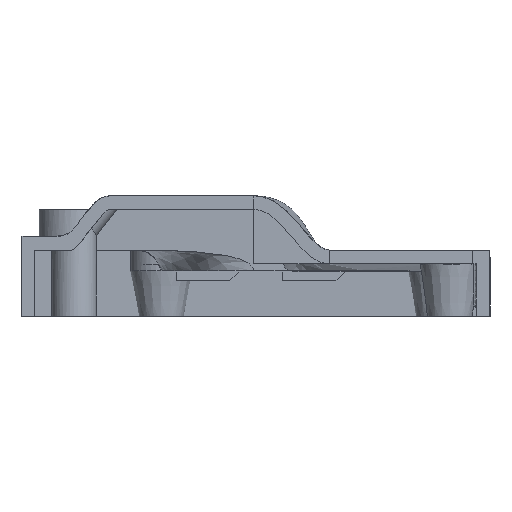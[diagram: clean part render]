
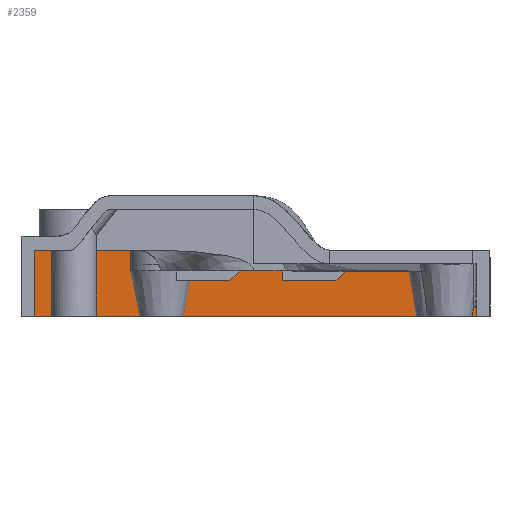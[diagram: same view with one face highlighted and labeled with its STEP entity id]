
A CAD part, left-side view. The second image highlights one B-rep face of the part: STEP entity #2359.
In plain terms, the highlighted planar face has unit normal (-1, 0, 0).
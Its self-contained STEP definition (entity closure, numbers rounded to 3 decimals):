
#179=B_SPLINE_CURVE_WITH_KNOTS('',3,(#16044,#16045,#16046,#16047,#16048,
#16049,#16050,#16051,#16052,#16053,#16054,#16055),.UNSPECIFIED.,.F.,.F.,
(4,2,2,2,2,4),(2.74,3.299,3.685,4.037,
4.477,5.032),.UNSPECIFIED.);
#292=FACE_OUTER_BOUND('',#424,.T.);
#424=EDGE_LOOP('',(#2086,#2087,#2088,#2089,#2090,#2091));
#448=LINE('',#3051,#682);
#567=LINE('',#13995,#801);
#667=LINE('',#16074,#901);
#668=LINE('',#16077,#902);
#669=LINE('',#16078,#903);
#682=VECTOR('',#2538,1000.);
#801=VECTOR('',#2797,10.);
#901=VECTOR('',#3007,1000.);
#902=VECTOR('',#3010,1000.);
#903=VECTOR('',#3011,1000.);
#913=VERTEX_POINT('',#3048);
#914=VERTEX_POINT('',#3050);
#1083=VERTEX_POINT('',#13993);
#1130=VERTEX_POINT('',#16039);
#1133=VERTEX_POINT('',#16072);
#1134=VERTEX_POINT('',#16076);
#1146=EDGE_CURVE('',#914,#913,#448,.T.);
#1364=EDGE_CURVE('',#913,#1083,#567,.F.);
#1462=EDGE_CURVE('',#1130,#914,#179,.T.);
#1471=EDGE_CURVE('',#1083,#1133,#667,.T.);
#1472=EDGE_CURVE('',#1130,#1134,#668,.T.);
#1473=EDGE_CURVE('',#1133,#1134,#669,.T.);
#2086=ORIENTED_EDGE('',*,*,#1472,.F.);
#2087=ORIENTED_EDGE('',*,*,#1462,.T.);
#2088=ORIENTED_EDGE('',*,*,#1146,.T.);
#2089=ORIENTED_EDGE('',*,*,#1364,.T.);
#2090=ORIENTED_EDGE('',*,*,#1471,.T.);
#2091=ORIENTED_EDGE('',*,*,#1473,.T.);
#2244=PLANE('',#2509);
#2359=ADVANCED_FACE('',(#292),#2244,.F.);
#2509=AXIS2_PLACEMENT_3D('',#16075,#3008,#3009);
#2538=DIRECTION('',(0.,1.,0.));
#2797=DIRECTION('',(0.,0.,1.));
#3007=DIRECTION('',(0.,-1.,0.));
#3008=DIRECTION('center_axis',(1.,0.,0.));
#3009=DIRECTION('ref_axis',(0.,0.,-1.));
#3010=DIRECTION('',(0.,-1.,0.));
#3011=DIRECTION('',(0.,0.,1.));
#3048=CARTESIAN_POINT('',(133.5,90.362,10.315));
#3050=CARTESIAN_POINT('',(133.5,75.202,10.315));
#3051=CARTESIAN_POINT('',(133.5,82.032,10.315));
#13993=CARTESIAN_POINT('',(133.5,90.362,1.6));
#13995=CARTESIAN_POINT('',(133.5,90.362,7.047));
#16039=CARTESIAN_POINT('',(133.5,72.,7.55));
#16044=CARTESIAN_POINT('Ctrl Pts',(133.5,72.,7.55));
#16045=CARTESIAN_POINT('Ctrl Pts',(133.5,71.997,7.896));
#16046=CARTESIAN_POINT('Ctrl Pts',(133.5,72.03,8.311));
#16047=CARTESIAN_POINT('Ctrl Pts',(133.5,72.252,8.977));
#16048=CARTESIAN_POINT('Ctrl Pts',(133.5,72.386,9.226));
#16049=CARTESIAN_POINT('Ctrl Pts',(133.5,72.746,9.64));
#16050=CARTESIAN_POINT('Ctrl Pts',(133.5,72.952,9.797));
#16051=CARTESIAN_POINT('Ctrl Pts',(133.5,73.471,10.073));
#16052=CARTESIAN_POINT('Ctrl Pts',(133.5,73.791,10.168));
#16053=CARTESIAN_POINT('Ctrl Pts',(133.5,74.515,10.301));
#16054=CARTESIAN_POINT('Ctrl Pts',(133.5,74.902,10.315));
#16055=CARTESIAN_POINT('Ctrl Pts',(133.5,75.201,10.315));
#16072=CARTESIAN_POINT('',(133.5,30.5,1.6));
#16074=CARTESIAN_POINT('',(133.5,53.101,1.6));
#16075=CARTESIAN_POINT('Origin',(133.5,70.981,3.779));
#16076=CARTESIAN_POINT('',(133.5,30.5,7.55));
#16077=CARTESIAN_POINT('',(133.5,70.981,7.55));
#16078=CARTESIAN_POINT('',(133.5,30.5,3.779));
